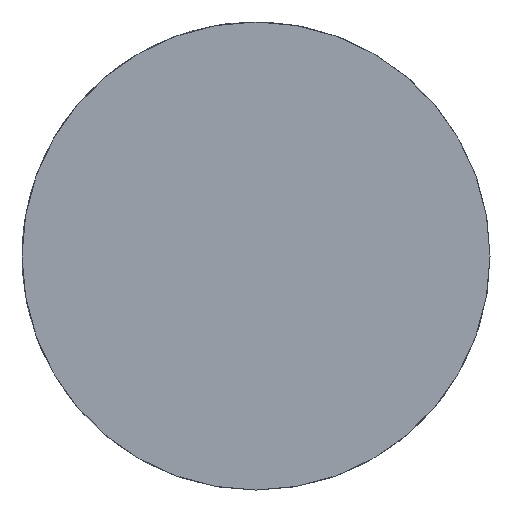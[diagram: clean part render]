
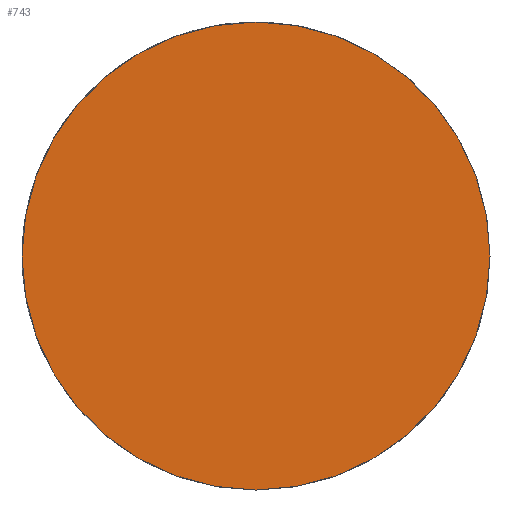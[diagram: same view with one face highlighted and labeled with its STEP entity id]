
A CAD part, front view. The second image highlights one B-rep face of the part: STEP entity #743.
In plain terms, the highlighted planar face has unit normal (0, -1, 0).
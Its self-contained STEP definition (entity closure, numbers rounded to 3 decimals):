
#195=PLANE('',#831);
#230=FACE_OUTER_BOUND('',#275,.T.);
#275=EDGE_LOOP('',(#648));
#323=CIRCLE('',#830,30.);
#392=VERTEX_POINT('',#1250);
#487=EDGE_CURVE('',#392,#392,#323,.T.);
#648=ORIENTED_EDGE('',*,*,#487,.T.);
#743=ADVANCED_FACE('',(#230),#195,.F.);
#830=AXIS2_PLACEMENT_3D('',#1251,#1015,#1016);
#831=AXIS2_PLACEMENT_3D('',#1253,#1018,#1019);
#1015=DIRECTION('center_axis',(0.,-1.,0.));
#1016=DIRECTION('ref_axis',(-1.,0.,0.));
#1018=DIRECTION('center_axis',(0.,1.,0.));
#1019=DIRECTION('ref_axis',(0.,0.,1.));
#1250=CARTESIAN_POINT('',(30.,-21.,2.5));
#1251=CARTESIAN_POINT('Origin',(0.,-21.,2.5));
#1253=CARTESIAN_POINT('Origin',(0.,-21.,2.5));
